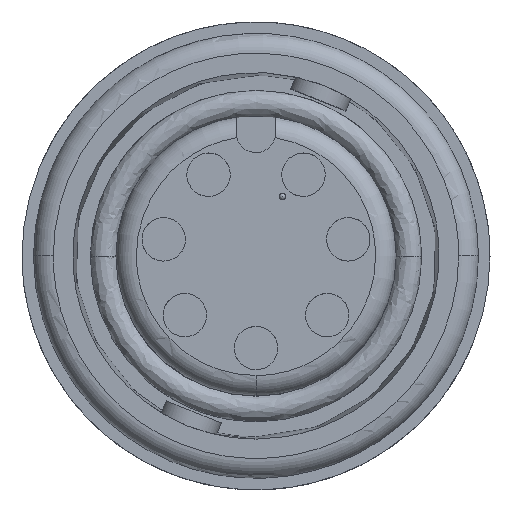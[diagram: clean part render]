
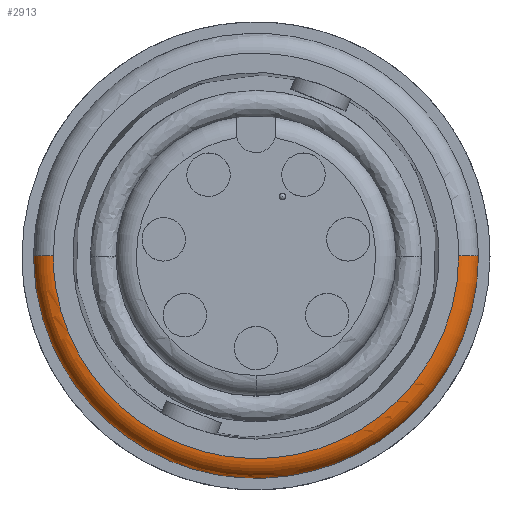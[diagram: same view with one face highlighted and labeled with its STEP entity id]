
A CAD part, top view. The second image highlights one B-rep face of the part: STEP entity #2913.
In plain terms, the highlighted toroidal (fillet/blend) face has major radius 7.811 mm and minor radius 0.762 mm.
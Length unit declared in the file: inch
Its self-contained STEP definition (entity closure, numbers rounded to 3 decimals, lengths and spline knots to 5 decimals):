
#2587 = ORIENTED_EDGE ( 'NONE', *, *, #16933, .T. ) ;
#2612 = ORIENTED_EDGE ( 'NONE', *, *, #16943, .T. ) ;
#2629 = ORIENTED_EDGE ( 'NONE', *, *, #16938, .T. ) ;
#2690 = ORIENTED_EDGE ( 'NONE', *, *, #3076, .T. ) ;
#2708 = ORIENTED_EDGE ( 'NONE', *, *, #3115, .F. ) ;
#2745 = ORIENTED_EDGE ( 'NONE', *, *, #16936, .T. ) ;
#2913 = ADVANCED_FACE ( 'NONE', ( #15474 ), #15092, .T. ) ;
#3076 = EDGE_CURVE ( 'NONE', #11274, #11208, #15261, .T. ) ;
#3115 = EDGE_CURVE ( 'NONE', #11312, #11410, #15228, .T. ) ;
#4820 = AXIS2_PLACEMENT_3D ( 'NONE', #14929, #14930, #14931 ) ;
#4984 = AXIS2_PLACEMENT_3D ( 'NONE', #14463, #14464, #14465 ) ;
#6257 = CARTESIAN_POINT ( 'NONE',  ( 0.31336, -0.12534, 0.241 ) ) ;
#6272 = CARTESIAN_POINT ( 'NONE',  ( 0.28551, -0.1142, 0.271 ) ) ;
#6390 = CARTESIAN_POINT ( 'NONE',  ( -0.3375, 0., 0.241 ) ) ;
#6456 = CARTESIAN_POINT ( 'NONE',  ( -0.3075, 0., 0.271 ) ) ;
#6494 = CARTESIAN_POINT ( 'NONE',  ( 0.3075, 0., 0.271 ) ) ;
#6592 = CARTESIAN_POINT ( 'NONE',  ( 0.3375, 0., 0.241 ) ) ;
#6941 = B_SPLINE_CURVE_WITH_KNOTS ( 'NONE', 3,
 ( #9950, #9951, #9952, #9953 ),
 .UNSPECIFIED., .F., .F.,
 ( 4, 4 ),
 ( 0., 0.12111 ),
 .UNSPECIFIED. ) ;
#6946 = B_SPLINE_CURVE_WITH_KNOTS ( 'NONE', 3,
 ( #9928, #9929, #9930, #9931, #9932, #9933, #9934, #9935, #9936, #9937, #9938, #9939, #9940, #9941, #9942, #9943, #9944, #9945 ),
 .UNSPECIFIED., .F., .F.,
 ( 4, 2, 2, 2, 2, 2, 2, 2, 4 ),
 ( 0.12111, 0.23097, 0.34083, 0.45069, 0.56056, 0.67042, 0.78028, 0.89014, 1. ),
 .UNSPECIFIED. ) ;
#6947 = B_SPLINE_CURVE_WITH_KNOTS ( 'NONE', 3,
 ( #9924, #9925, #9926, #9927 ),
 .UNSPECIFIED., .F., .F.,
 ( 4, 4 ),
 ( 0.87889, 1. ),
 .UNSPECIFIED. ) ;
#6955 = B_SPLINE_CURVE_WITH_KNOTS ( 'NONE', 3,
 ( #9906, #9907, #9908, #9909, #9910, #9911, #9912, #9913, #9914, #9915, #9916, #9917, #9918, #9919, #9920, #9921, #9922, #9923 ),
 .UNSPECIFIED., .F., .F.,
 ( 4, 2, 2, 2, 2, 2, 2, 2, 4 ),
 ( 0., 0.10986, 0.21972, 0.32958, 0.43944, 0.54931, 0.65917, 0.76903, 0.87889 ),
 .UNSPECIFIED. ) ;
#7032 = VERTEX_POINT ( 'NONE', #6257 ) ;
#7047 = VERTEX_POINT ( 'NONE', #6272 ) ;
#9906 = CARTESIAN_POINT ( 'NONE',  ( 0.28551, -0.1142, 0.271 ) ) ;
#9907 = CARTESIAN_POINT ( 'NONE',  ( 0.27237, -0.14704, 0.271 ) ) ;
#9908 = CARTESIAN_POINT ( 'NONE',  ( 0.25351, -0.17759, 0.271 ) ) ;
#9909 = CARTESIAN_POINT ( 'NONE',  ( 0.20656, -0.23052, 0.271 ) ) ;
#9910 = CARTESIAN_POINT ( 'NONE',  ( 0.17848, -0.25289, 0.271 ) ) ;
#9911 = CARTESIAN_POINT ( 'NONE',  ( 0.11639, -0.28681, 0.271 ) ) ;
#9912 = CARTESIAN_POINT ( 'NONE',  ( 0.08239, -0.29836, 0.271 ) ) ;
#9913 = CARTESIAN_POINT ( 'NONE',  ( 0.01249, -0.30928, 0.271 ) ) ;
#9914 = CARTESIAN_POINT ( 'NONE',  ( -0.02341, -0.30864, 0.271 ) ) ;
#9915 = CARTESIAN_POINT ( 'NONE',  ( -0.09289, -0.29526, 0.271 ) ) ;
#9916 = CARTESIAN_POINT ( 'NONE',  ( -0.12645, -0.28252, 0.271 ) ) ;
#9917 = CARTESIAN_POINT ( 'NONE',  ( -0.1873, -0.24642, 0.271 ) ) ;
#9918 = CARTESIAN_POINT ( 'NONE',  ( -0.21458, -0.22308, 0.271 ) ) ;
#9919 = CARTESIAN_POINT ( 'NONE',  ( -0.25963, -0.16852, 0.271 ) ) ;
#9920 = CARTESIAN_POINT ( 'NONE',  ( -0.2774, -0.13733, 0.271 ) ) ;
#9921 = CARTESIAN_POINT ( 'NONE',  ( -0.30134, -0.07075, 0.271 ) ) ;
#9922 = CARTESIAN_POINT ( 'NONE',  ( -0.3075, -0.03538, 0.271 ) ) ;
#9923 = CARTESIAN_POINT ( 'NONE',  ( -0.3075, 0., 0.271 ) ) ;
#9924 = CARTESIAN_POINT ( 'NONE',  ( 0.3075, 0., 0.271 ) ) ;
#9925 = CARTESIAN_POINT ( 'NONE',  ( 0.3075, -0.039, 0.271 ) ) ;
#9926 = CARTESIAN_POINT ( 'NONE',  ( 0.29999, -0.07799, 0.271 ) ) ;
#9927 = CARTESIAN_POINT ( 'NONE',  ( 0.28551, -0.1142, 0.271 ) ) ;
#9928 = CARTESIAN_POINT ( 'NONE',  ( -0.3375, 0., 0.241 ) ) ;
#9929 = CARTESIAN_POINT ( 'NONE',  ( -0.3375, -0.03883, 0.241 ) ) ;
#9930 = CARTESIAN_POINT ( 'NONE',  ( -0.33073, -0.07765, 0.241 ) ) ;
#9931 = CARTESIAN_POINT ( 'NONE',  ( -0.30446, -0.15072, 0.241 ) ) ;
#9932 = CARTESIAN_POINT ( 'NONE',  ( -0.28496, -0.18496, 0.241 ) ) ;
#9933 = CARTESIAN_POINT ( 'NONE',  ( -0.23551, -0.24484, 0.241 ) ) ;
#9934 = CARTESIAN_POINT ( 'NONE',  ( -0.20558, -0.27047, 0.241 ) ) ;
#9935 = CARTESIAN_POINT ( 'NONE',  ( -0.13879, -0.31008, 0.241 ) ) ;
#9936 = CARTESIAN_POINT ( 'NONE',  ( -0.10195, -0.32407, 0.241 ) ) ;
#9937 = CARTESIAN_POINT ( 'NONE',  ( -0.02569, -0.33875, 0.241 ) ) ;
#9938 = CARTESIAN_POINT ( 'NONE',  ( 0.01371, -0.33945, 0.241 ) ) ;
#9939 = CARTESIAN_POINT ( 'NONE',  ( 0.09043, -0.32747, 0.241 ) ) ;
#9940 = CARTESIAN_POINT ( 'NONE',  ( 0.12774, -0.31479, 0.241 ) ) ;
#9941 = CARTESIAN_POINT ( 'NONE',  ( 0.19589, -0.27756, 0.241 ) ) ;
#9942 = CARTESIAN_POINT ( 'NONE',  ( 0.22671, -0.25301, 0.241 ) ) ;
#9943 = CARTESIAN_POINT ( 'NONE',  ( 0.27825, -0.19492, 0.241 ) ) ;
#9944 = CARTESIAN_POINT ( 'NONE',  ( 0.29894, -0.16139, 0.241 ) ) ;
#9945 = CARTESIAN_POINT ( 'NONE',  ( 0.31336, -0.12534, 0.241 ) ) ;
#9950 = CARTESIAN_POINT ( 'NONE',  ( 0.31336, -0.12534, 0.241 ) ) ;
#9951 = CARTESIAN_POINT ( 'NONE',  ( 0.32926, -0.08559, 0.241 ) ) ;
#9952 = CARTESIAN_POINT ( 'NONE',  ( 0.3375, -0.0428, 0.241 ) ) ;
#9953 = CARTESIAN_POINT ( 'NONE',  ( 0.3375, 0., 0.241 ) ) ;
#10717 = EDGE_LOOP ( 'NONE', ( #2708, #2745, #2587, #2690, #2629, #2612 ) ) ;
#11208 = VERTEX_POINT ( 'NONE', #6390 ) ;
#11274 = VERTEX_POINT ( 'NONE', #6456 ) ;
#11312 = VERTEX_POINT ( 'NONE', #6494 ) ;
#11410 = VERTEX_POINT ( 'NONE', #6592 ) ;
#12116 = CARTESIAN_POINT ( 'NONE',  ( 0., 0., 0.241 ) ) ;
#12120 = DIRECTION ( 'NONE',  ( 0., 0., -1. ) ) ;
#12121 = DIRECTION ( 'NONE',  ( -1., 0., 0. ) ) ;
#14463 = CARTESIAN_POINT ( 'NONE',  ( -0.3075, 0., 0.241 ) ) ;
#14464 = DIRECTION ( 'NONE',  ( 0., -1., 0. ) ) ;
#14465 = DIRECTION ( 'NONE',  ( 0., 0., -1. ) ) ;
#14929 = CARTESIAN_POINT ( 'NONE',  ( 0.3075, 0., 0.241 ) ) ;
#14930 = DIRECTION ( 'NONE',  ( 0., 1., 0. ) ) ;
#14931 = DIRECTION ( 'NONE',  ( -1., 0., 0. ) ) ;
#15092 = TOROIDAL_SURFACE ( 'NONE', #15706, 0.3075, 0.03 ) ;
#15228 = CIRCLE ( 'NONE', #4820, 0.03 ) ;
#15261 = CIRCLE ( 'NONE', #4984, 0.03 ) ;
#15474 = FACE_OUTER_BOUND ( 'NONE', #10717, .T. ) ;
#15706 = AXIS2_PLACEMENT_3D ( 'NONE', #12116, #12120, #12121 ) ;
#16933 = EDGE_CURVE ( 'NONE', #7047, #11274, #6955, .T. ) ;
#16936 = EDGE_CURVE ( 'NONE', #11312, #7047, #6947, .T. ) ;
#16938 = EDGE_CURVE ( 'NONE', #11208, #7032, #6946, .T. ) ;
#16943 = EDGE_CURVE ( 'NONE', #7032, #11410, #6941, .T. ) ;
